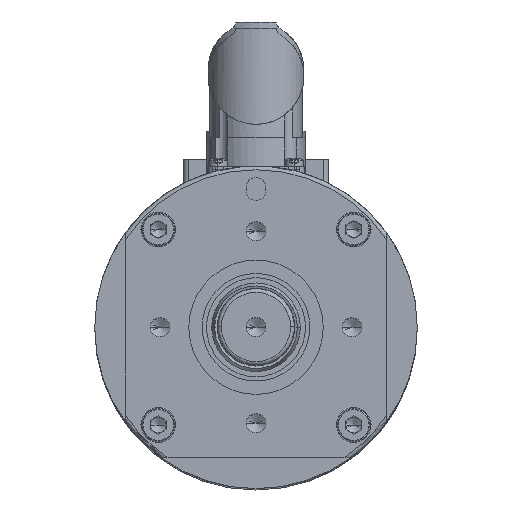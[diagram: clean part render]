
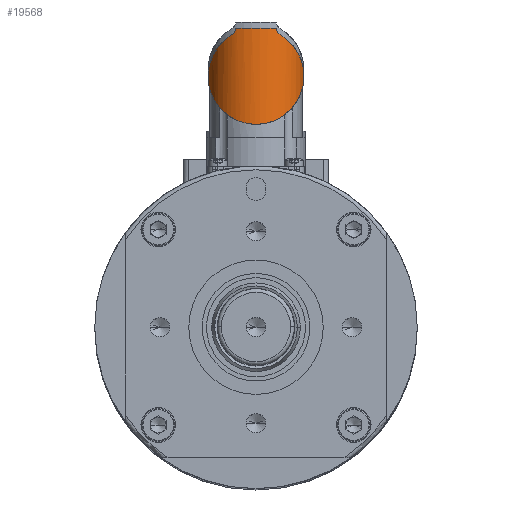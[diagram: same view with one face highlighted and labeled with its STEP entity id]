
A CAD part, top view. The second image highlights one B-rep face of the part: STEP entity #19568.
In plain terms, the highlighted cylindrical face has radius 12.5 mm (diameter 25 mm), a partial arc.
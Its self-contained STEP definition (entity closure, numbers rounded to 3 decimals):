
#313 = CARTESIAN_POINT ( 'NONE',  ( -12.5, 87.573, 185.189 ) ) ;
#839 = CARTESIAN_POINT ( 'NONE',  ( -5.547, 99.117, 196.392 ) ) ;
#1232 = DIRECTION ( 'NONE',  ( 0., -1., 0. ) ) ;
#2191 = CARTESIAN_POINT ( 'NONE',  ( -5.077, 100.073, 196.612 ) ) ;
#2893 = VERTEX_POINT ( 'NONE', #56081 ) ;
#4201 = CARTESIAN_POINT ( 'NONE',  ( -12.5, 87.573, 185.189 ) ) ;
#5120 = EDGE_CURVE ( 'NONE', #45301, #12653, #43138, .T. ) ;
#5940 = CARTESIAN_POINT ( 'NONE',  ( -12.5, 62.573, 210.189 ) ) ;
#6304 = CARTESIAN_POINT ( 'NONE',  ( -5.12, 100.058, 196.593 ) ) ;
#7967 = CARTESIAN_POINT ( 'NONE',  ( 5.077, 100.073, 196.612 ) ) ;
#11240 = CARTESIAN_POINT ( 'NONE',  ( -5.228, 99.914, 196.544 ) ) ;
#11475 = CARTESIAN_POINT ( 'NONE',  ( 5.032, 100.073, 196.632 ) ) ;
#11563 = CARTESIAN_POINT ( 'NONE',  ( -5.264, 99.742, 196.527 ) ) ;
#11803 = EDGE_CURVE ( 'NONE', #23791, #44758, #25450, .T. ) ;
#11942 = CARTESIAN_POINT ( 'NONE',  ( 12.5, 87.573, 185.189 ) ) ;
#12653 = VERTEX_POINT ( 'NONE', #313 ) ;
#12787 = CARTESIAN_POINT ( 'NONE',  ( 5.746, 98.846, 196.291 ) ) ;
#14197 = DIRECTION ( 'NONE',  ( -1., 0., 0. ) ) ;
#15847 = CARTESIAN_POINT ( 'NONE',  ( 5.032, 100.073, 196.632 ) ) ;
#16698 = CARTESIAN_POINT ( 'NONE',  ( 6.364, 98.332, 195.948 ) ) ;
#17828 = CARTESIAN_POINT ( 'NONE',  ( -6.364, 98.332, 195.948 ) ) ;
#18160 = CARTESIAN_POINT ( 'NONE',  ( 6.364, 98.332, 195.948 ) ) ;
#18466 = CARTESIAN_POINT ( 'NONE',  ( 5.264, 99.742, 196.527 ) ) ;
#19568 = ADVANCED_FACE ( 'NONE', ( #23982 ), #57638, .T. ) ;
#19619 = CARTESIAN_POINT ( 'NONE',  ( 0., 100.073, 185.189 ) ) ;
#20502 = ORIENTED_EDGE ( 'NONE', *, *, #36090, .F. ) ;
#20815 = CARTESIAN_POINT ( 'NONE',  ( 10.258, 96.028, 193.645 ) ) ;
#21224 = B_SPLINE_CURVE_WITH_KNOTS ( 'NONE', 3,
 ( #11475, #7967, #30645, #41066, #40120, #45502 ),
 .UNSPECIFIED., .F., .F.,
 ( 4, 2, 4 ),
 ( 0., 0., 0. ),
 .UNSPECIFIED. ) ;
#21244 = CARTESIAN_POINT ( 'NONE',  ( 5.228, 99.914, 196.544 ) ) ;
#23577 = ORIENTED_EDGE ( 'NONE', *, *, #5120, .F. ) ;
#23791 = VERTEX_POINT ( 'NONE', #34897 ) ;
#23942 = CARTESIAN_POINT ( 'NONE',  ( 0., 100.073, 185.189 ) ) ;
#23982 = FACE_OUTER_BOUND ( 'NONE', #25283, .T. ) ;
#25151 = CARTESIAN_POINT ( 'NONE',  ( 12.5, 87.573, 185.189 ) ) ;
#25283 = EDGE_LOOP ( 'NONE', ( #40586, #23577, #46908, #27535, #20502, #58997, #33356, #52810 ) ) ;
#25450 = B_SPLINE_CURVE_WITH_KNOTS ( 'NONE', 3,
 ( #11240, #11563, #53702, #49053, #839, #44954, #40188, #58453 ),
 .UNSPECIFIED., .F., .F.,
 ( 4, 2, 2, 4 ),
 ( 0., 0.001, 0.001, 0.002 ),
 .UNSPECIFIED. ) ;
#27250 = CARTESIAN_POINT ( 'NONE',  ( 5.228, 99.914, 196.544 ) ) ;
#27535 = ORIENTED_EDGE ( 'NONE', *, *, #34256, .T. ) ;
#27581 = CARTESIAN_POINT ( 'NONE',  ( -6.364, 98.332, 195.948 ) ) ;
#30645 = CARTESIAN_POINT ( 'NONE',  ( 5.12, 100.058, 196.593 ) ) ;
#32871 = CARTESIAN_POINT ( 'NONE',  ( 5.462, 99.261, 196.433 ) ) ;
#33356 = ORIENTED_EDGE ( 'NONE', *, *, #45644, .T. ) ;
#33692 = DIRECTION ( 'NONE',  ( -1., 0., 0. ) ) ;
#34256 = EDGE_CURVE ( 'NONE', #39421, #37743, #40779, .T. ) ;
#34875 = CARTESIAN_POINT ( 'NONE',  ( 12.5, 62.573, 210.189 ) ) ;
#34897 = CARTESIAN_POINT ( 'NONE',  ( -5.228, 99.914, 196.544 ) ) ;
#35173 =( BOUNDED_CURVE ( )  B_SPLINE_CURVE ( 3, ( #16698, #20815, #35854, #11942 ),
 .UNSPECIFIED., .F., .F. ) 
 B_SPLINE_CURVE_WITH_KNOTS ( ( 4, 4 ),
 ( 0.534, 1.571 ),
 .UNSPECIFIED. ) 
 CURVE ( )  GEOMETRIC_REPRESENTATION_ITEM ( )  RATIONAL_B_SPLINE_CURVE ( ( 1., 0.912, 0.912, 1. ) ) 
 REPRESENTATION_ITEM ( '' )  );
#35182 = CARTESIAN_POINT ( 'NONE',  ( -12.5, 87.573, 185.189 ) ) ;
#35733 = VERTEX_POINT ( 'NONE', #15847 ) ;
#35854 = CARTESIAN_POINT ( 'NONE',  ( 12.5, 92.098, 189.714 ) ) ;
#36090 = EDGE_CURVE ( 'NONE', #35733, #37743, #21224, .T. ) ;
#36184 = CARTESIAN_POINT ( 'NONE',  ( -5.191, 100.003, 196.561 ) ) ;
#36389 = CARTESIAN_POINT ( 'NONE',  ( 5.547, 99.116, 196.392 ) ) ;
#37743 = VERTEX_POINT ( 'NONE', #21244 ) ;
#39421 = VERTEX_POINT ( 'NONE', #40795 ) ;
#40120 = CARTESIAN_POINT ( 'NONE',  ( 5.218, 99.962, 196.548 ) ) ;
#40188 = CARTESIAN_POINT ( 'NONE',  ( -6.093, 98.492, 196.109 ) ) ;
#40586 = ORIENTED_EDGE ( 'NONE', *, *, #51539, .F. ) ;
#40779 = B_SPLINE_CURVE_WITH_KNOTS ( 'NONE', 3,
 ( #18160, #51160, #61567, #46481, #12787, #36389, #32871, #45883, #18466, #27250 ),
 .UNSPECIFIED., .F., .F.,
 ( 4, 2, 2, 2, 4 ),
 ( 0., 0.001, 0.001, 0.002, 0.002 ),
 .UNSPECIFIED. ) ;
#40795 = CARTESIAN_POINT ( 'NONE',  ( 6.364, 98.332, 195.948 ) ) ;
#40836 = AXIS2_PLACEMENT_3D ( 'NONE', #19619, #58256, #33692 ) ;
#41066 = CARTESIAN_POINT ( 'NONE',  ( 5.191, 100.003, 196.561 ) ) ;
#42399 =( BOUNDED_CURVE ( )  B_SPLINE_CURVE ( 3, ( #4201, #50848, #55861, #17828 ),
 .UNSPECIFIED., .F., .F. ) 
 B_SPLINE_CURVE_WITH_KNOTS ( ( 4, 4 ),
 ( 4.712, 5.749 ),
 .UNSPECIFIED. ) 
 CURVE ( )  GEOMETRIC_REPRESENTATION_ITEM ( )  RATIONAL_B_SPLINE_CURVE ( ( 1., 0.912, 0.912, 1. ) ) 
 REPRESENTATION_ITEM ( '' )  );
#43138 =( BOUNDED_CURVE ( )  B_SPLINE_CURVE ( 3, ( #25151, #34875, #5940, #35182 ),
 .UNSPECIFIED., .F., .T. ) 
 B_SPLINE_CURVE_WITH_KNOTS ( ( 4, 4 ),
 ( 4.712, 7.854 ),
 .UNSPECIFIED. ) 
 CURVE ( )  GEOMETRIC_REPRESENTATION_ITEM ( )  RATIONAL_B_SPLINE_CURVE ( ( 1., 0.333, 0.333, 1. ) ) 
 REPRESENTATION_ITEM ( '' )  );
#43553 = EDGE_CURVE ( 'NONE', #35733, #2893, #58844, .T. ) ;
#44758 = VERTEX_POINT ( 'NONE', #27581 ) ;
#44954 = CARTESIAN_POINT ( 'NONE',  ( -5.844, 98.712, 196.242 ) ) ;
#45301 = VERTEX_POINT ( 'NONE', #46664 ) ;
#45502 = CARTESIAN_POINT ( 'NONE',  ( 5.228, 99.914, 196.544 ) ) ;
#45644 = EDGE_CURVE ( 'NONE', #2893, #23791, #62174, .T. ) ;
#45665 = CARTESIAN_POINT ( 'NONE',  ( -5.218, 99.962, 196.548 ) ) ;
#45883 = CARTESIAN_POINT ( 'NONE',  ( 5.32, 99.575, 196.501 ) ) ;
#46481 = CARTESIAN_POINT ( 'NONE',  ( 5.859, 98.722, 196.232 ) ) ;
#46664 = CARTESIAN_POINT ( 'NONE',  ( 12.5, 87.573, 185.189 ) ) ;
#46908 = ORIENTED_EDGE ( 'NONE', *, *, #60439, .F. ) ;
#49053 = CARTESIAN_POINT ( 'NONE',  ( -5.459, 99.266, 196.435 ) ) ;
#49746 = CARTESIAN_POINT ( 'NONE',  ( -5.032, 100.073, 196.632 ) ) ;
#49820 = AXIS2_PLACEMENT_3D ( 'NONE', #23942, #1232, #14197 ) ;
#50848 = CARTESIAN_POINT ( 'NONE',  ( -12.5, 92.098, 189.714 ) ) ;
#51160 = CARTESIAN_POINT ( 'NONE',  ( 6.228, 98.412, 196.028 ) ) ;
#51539 = EDGE_CURVE ( 'NONE', #12653, #44758, #42399, .T. ) ;
#52810 = ORIENTED_EDGE ( 'NONE', *, *, #11803, .T. ) ;
#53702 = CARTESIAN_POINT ( 'NONE',  ( -5.318, 99.578, 196.502 ) ) ;
#54764 = CARTESIAN_POINT ( 'NONE',  ( -5.228, 99.914, 196.544 ) ) ;
#55861 = CARTESIAN_POINT ( 'NONE',  ( -10.258, 96.028, 193.645 ) ) ;
#56081 = CARTESIAN_POINT ( 'NONE',  ( -5.032, 100.073, 196.632 ) ) ;
#57638 = CYLINDRICAL_SURFACE ( 'NONE', #40836, 12.5 ) ;
#58256 = DIRECTION ( 'NONE',  ( 0., -1., 0. ) ) ;
#58453 = CARTESIAN_POINT ( 'NONE',  ( -6.364, 98.332, 195.948 ) ) ;
#58844 = CIRCLE ( 'NONE', #49820, 12.5 ) ;
#58997 = ORIENTED_EDGE ( 'NONE', *, *, #43553, .T. ) ;
#60439 = EDGE_CURVE ( 'NONE', #39421, #45301, #35173, .T. ) ;
#61567 = CARTESIAN_POINT ( 'NONE',  ( 6.1, 98.506, 196.101 ) ) ;
#62174 = B_SPLINE_CURVE_WITH_KNOTS ( 'NONE', 3,
 ( #49746, #2191, #6304, #36184, #45665, #54764 ),
 .UNSPECIFIED., .F., .F.,
 ( 4, 2, 4 ),
 ( 0., 0., 0. ),
 .UNSPECIFIED. ) ;
